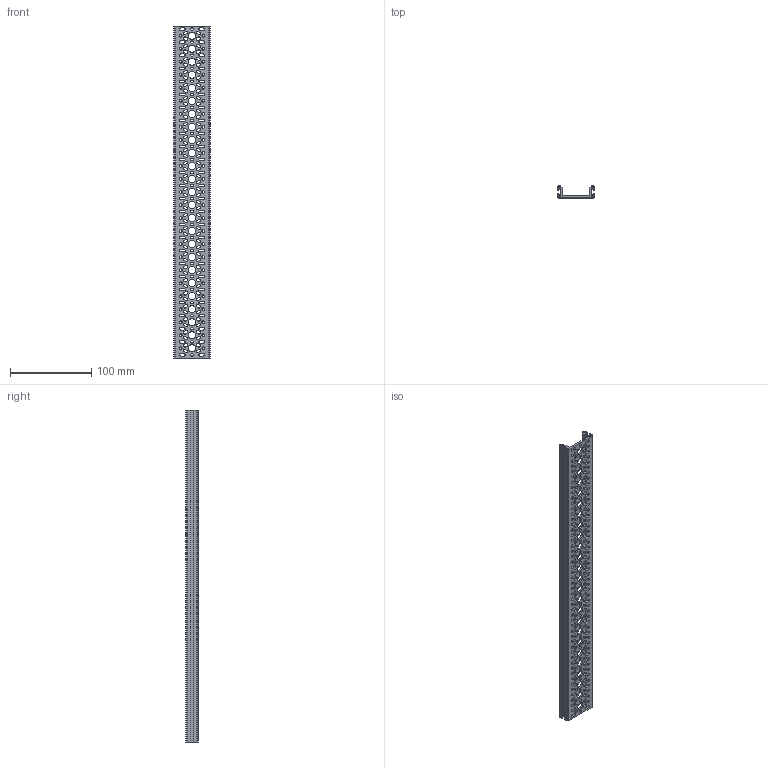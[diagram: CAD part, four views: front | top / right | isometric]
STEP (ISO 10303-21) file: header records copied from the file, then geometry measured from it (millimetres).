
FILE_DESCRIPTION (( 'STEP AP203' ), '1' );
FILE_NAME ('REV-41-1762.STEP', '2019-07-11T20:32:30', ( '' ), ( '' ), 'SwSTEP 2.0', 'SolidWorks 2018', '' );
FILE_SCHEMA (( 'CONFIG_CONTROL_DESIGN' ));
Length unit declared in the file: millimetre
Products named in the file (1): REV-41-1762
Bounding box: 45 x 15 x 408 mm (x, y, z)
Volume: 63983.7 mm3; surface area: 78557.5 mm2
Topology: 1 solids, 1 shells, 1000 faces, 2994 edges, 1996 vertices
Faces by surface type: cylinder 660, plane 340
Entity records: 35367 total; most frequent: DIRECTION 6316, CARTESIAN_POINT 5991, ORIENTED_EDGE 5988, EDGE_CURVE 2994, AXIS2_PLACEMENT_3D 2321, VERTEX_POINT 1996, LINE 1674, VECTOR 1674
